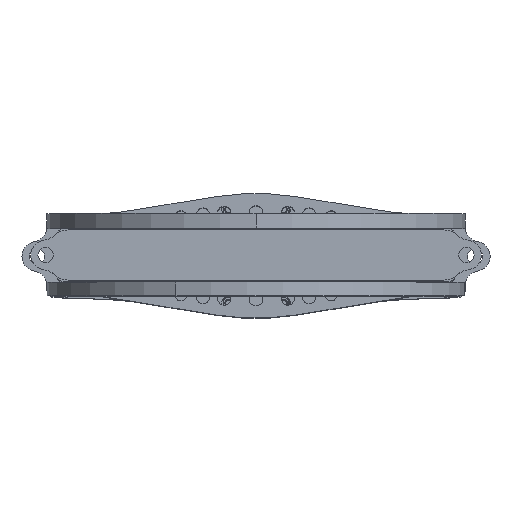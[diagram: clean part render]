
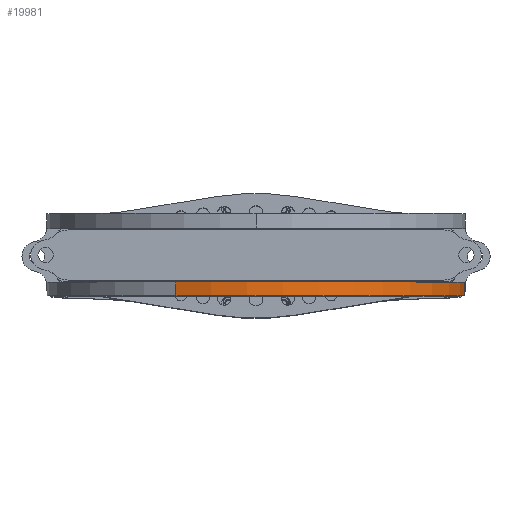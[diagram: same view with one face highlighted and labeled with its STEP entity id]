
A CAD part, top view. The second image highlights one B-rep face of the part: STEP entity #19981.
In plain terms, the highlighted cylindrical face has radius 266.7 mm (diameter 533.4 mm), a partial arc.
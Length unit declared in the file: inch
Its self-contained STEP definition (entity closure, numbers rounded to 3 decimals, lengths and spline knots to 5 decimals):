
#1121 = ORIENTED_EDGE ( 'NONE', *, *, #6809, .F. ) ;
#1466 = VECTOR ( 'NONE', #10254, 39.37008 ) ;
#1684 = CIRCLE ( 'NONE', #30100, 10.5 ) ;
#1998 = ORIENTED_EDGE ( 'NONE', *, *, #30941, .F. ) ;
#2359 = CIRCLE ( 'NONE', #23129, 10.5 ) ;
#2629 = DIRECTION ( 'NONE',  ( -0.383, 0., 0.924 ) ) ;
#3460 = CARTESIAN_POINT ( 'NONE',  ( 4.01818, -3.1326, -9.70074 ) ) ;
#4639 = VERTEX_POINT ( 'NONE', #3460 ) ;
#6352 = EDGE_CURVE ( 'NONE', #14684, #4639, #2359, .T. ) ;
#6809 = EDGE_CURVE ( 'NONE', #4639, #7413, #29523, .T. ) ;
#7413 = VERTEX_POINT ( 'NONE', #23787 ) ;
#7932 = DIRECTION ( 'NONE',  ( 0., -1., 0. ) ) ;
#9673 = VECTOR ( 'NONE', #34905, 39.37008 ) ;
#10254 = DIRECTION ( 'NONE',  ( 0., -1., 0. ) ) ;
#11466 = EDGE_CURVE ( 'NONE', #14684, #15456, #23753, .T. ) ;
#12049 = FACE_OUTER_BOUND ( 'NONE', #24723, .T. ) ;
#14291 = ORIENTED_EDGE ( 'NONE', *, *, #11466, .T. ) ;
#14684 = VERTEX_POINT ( 'NONE', #19349 ) ;
#14923 = DIRECTION ( 'NONE',  ( 0., -1., 0. ) ) ;
#15456 = VERTEX_POINT ( 'NONE', #23335 ) ;
#19196 = CARTESIAN_POINT ( 'NONE',  ( 0., -3.1326, 0. ) ) ;
#19349 = CARTESIAN_POINT ( 'NONE',  ( -4.01818, -3.1326, 9.70074 ) ) ;
#19981 = ADVANCED_FACE ( 'NONE', ( #12049 ), #35066, .T. ) ;
#21942 = DIRECTION ( 'NONE',  ( 0.383, 0., -0.924 ) ) ;
#23129 = AXIS2_PLACEMENT_3D ( 'NONE', #19196, #24434, #21942 ) ;
#23335 = CARTESIAN_POINT ( 'NONE',  ( -4.01818, -3.8201, 9.70074 ) ) ;
#23753 = LINE ( 'NONE', #26916, #9673 ) ;
#23787 = CARTESIAN_POINT ( 'NONE',  ( 4.01818, -3.8201, -9.70074 ) ) ;
#24434 = DIRECTION ( 'NONE',  ( 0., 1., 0. ) ) ;
#24723 = EDGE_LOOP ( 'NONE', ( #1121, #32204, #14291, #1998 ) ) ;
#26187 = AXIS2_PLACEMENT_3D ( 'NONE', #34203, #14923, #33969 ) ;
#26916 = CARTESIAN_POINT ( 'NONE',  ( -4.01818, -3.0701, 9.70074 ) ) ;
#29523 = LINE ( 'NONE', #31438, #1466 ) ;
#30100 = AXIS2_PLACEMENT_3D ( 'NONE', #32583, #7932, #2629 ) ;
#30941 = EDGE_CURVE ( 'NONE', #7413, #15456, #1684, .T. ) ;
#31438 = CARTESIAN_POINT ( 'NONE',  ( 4.01818, -3.0701, -9.70074 ) ) ;
#32204 = ORIENTED_EDGE ( 'NONE', *, *, #6352, .F. ) ;
#32583 = CARTESIAN_POINT ( 'NONE',  ( 0., -3.8201, 0. ) ) ;
#33969 = DIRECTION ( 'NONE',  ( -0.383, 0., 0.924 ) ) ;
#34203 = CARTESIAN_POINT ( 'NONE',  ( 0., -3.0701, 0. ) ) ;
#34905 = DIRECTION ( 'NONE',  ( 0., -1., 0. ) ) ;
#35066 = CYLINDRICAL_SURFACE ( 'NONE', #26187, 10.5 ) ;
